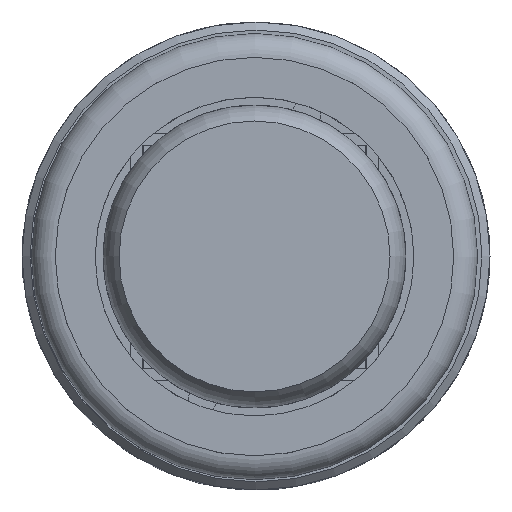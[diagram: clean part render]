
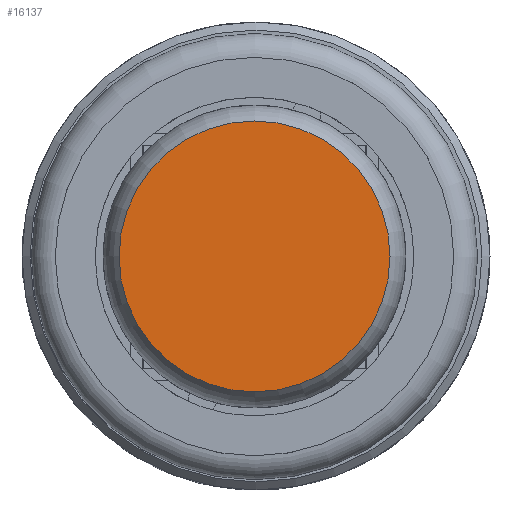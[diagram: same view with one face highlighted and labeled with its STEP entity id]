
A CAD part, top view. The second image highlights one B-rep face of the part: STEP entity #16137.
In plain terms, the highlighted planar face has unit normal (0, 0, 1).
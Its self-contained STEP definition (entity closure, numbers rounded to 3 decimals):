
#1511=PLANE('',#17303);
#2358=FACE_OUTER_BOUND('',#3274,.T.);
#3274=EDGE_LOOP('',(#15029));
#3630=CIRCLE('',#17302,8.5);
#7934=VERTEX_POINT('',#32057);
#10310=EDGE_CURVE('',#7934,#7934,#3630,.T.);
#15029=ORIENTED_EDGE('',*,*,#10310,.F.);
#16137=ADVANCED_FACE('',(#2358),#1511,.T.);
#17302=AXIS2_PLACEMENT_3D('',#32059,#20883,#20884);
#17303=AXIS2_PLACEMENT_3D('',#32060,#20885,#20886);
#20883=DIRECTION('center_axis',(0.,0.,-1.));
#20884=DIRECTION('ref_axis',(-1.,0.,0.));
#20885=DIRECTION('center_axis',(0.,0.,1.));
#20886=DIRECTION('ref_axis',(-1.,0.,0.));
#32057=CARTESIAN_POINT('',(-8.5,0.,15.1));
#32059=CARTESIAN_POINT('Origin',(0.,0.,15.1));
#32060=CARTESIAN_POINT('Origin',(0.,0.,15.1));
